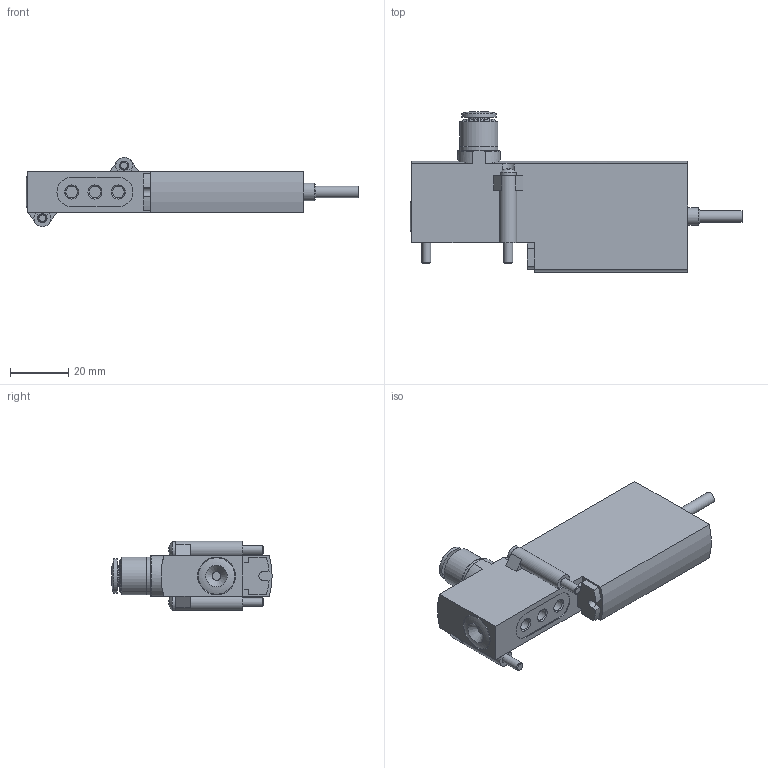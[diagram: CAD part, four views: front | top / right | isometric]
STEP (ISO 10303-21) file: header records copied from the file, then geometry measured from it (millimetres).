
FILE_DESCRIPTION(/* description */ ('STEP AP214'),/* implementation_level */ '2;1');
FILE_NAME(/* name */ '525145_MHP3-MS1H-3_2G-QS-6-K',/* time_stamp */ '2024-09-06T16:18:13+02:00',/* author */ ('License CC BY-ND 4.0'),/* organization */ ('CADENAS'),/* preprocessor_version */ 'ST-DEVELOPER v19.3',/* originating_system */ 'PARTsolutions',/* authorisation */ ' ');
FILE_SCHEMA (('AUTOMOTIVE_DESIGN {1 0 10303 214 3 1 1}'));
Length unit declared in the file: millimetre
Products named in the file (1): 525145 MHP3-MS1H-3/2G-QS-6-K
Bounding box: 113.6 x 54.8 x 23.73 mm (x, y, z)
Volume: 46527.2 mm3; surface area: 13633 mm2
Topology: 1 solids, 2 shells, 133 faces, 312 edges, 200 vertices
Faces by surface type: plane 76, cylinder 36, cone 14, torus 5, sphere 2
Full cylindrical faces by diameter (mm): 3 x2, 3.1 x2, 4 x4, 5.6 x2, 6 x2, 7.4 x1, 8.566 x1, 10.8 x1, 11.8 x1, 12.5 x2, 13 x2
Entity records: 3651 total; most frequent: CARTESIAN_POINT 651, DIRECTION 641, ORIENTED_EDGE 542, EDGE_CURVE 271, AXIS2_PLACEMENT_3D 244, VERTEX_POINT 198, EDGE_LOOP 189, FACE_BOUND 189
